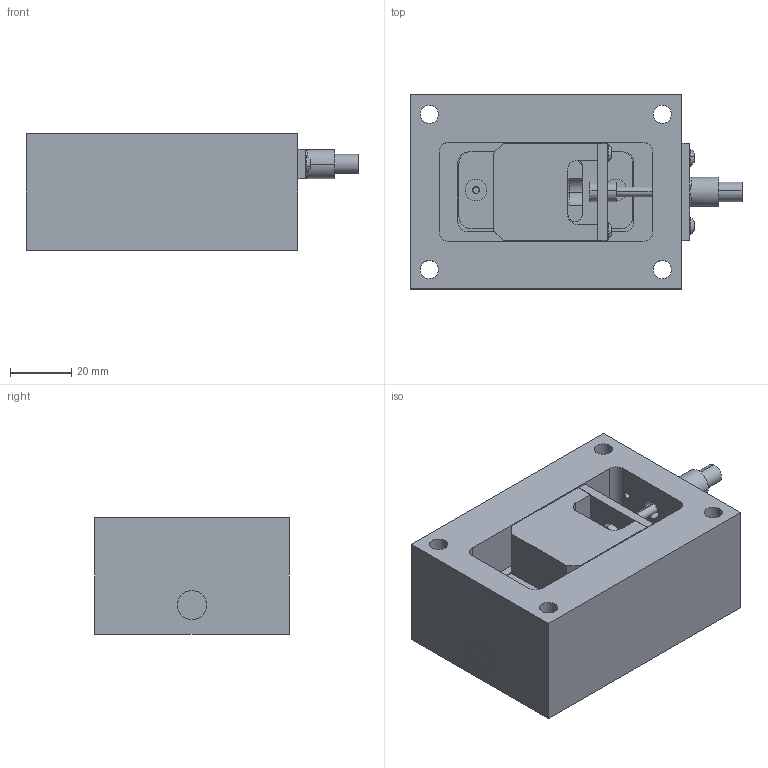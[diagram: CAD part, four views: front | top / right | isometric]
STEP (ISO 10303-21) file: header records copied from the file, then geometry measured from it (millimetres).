
FILE_DESCRIPTION((''),'2;1');
FILE_NAME('VALVE_AND_BODY_ASM_2_SLDAS___ASM','2016-12-07T',('cxl300'),(''),'PRO/ENGINEER BY PARAMETRIC TECHNOLOGY CORPORATION, 2013230','PRO/ENGINEER BY PARAMETRIC TECHNOLOGY CORPORATION, 2013230','');
FILE_SCHEMA(('CONFIG_CONTROL_DESIGN','GEOMETRIC_VALIDATION_PROPERTIES_MIM'));
Length unit declared in the file: millimetre
Products named in the file (11): BODY__VALVE_2_ASSY_SLDPRT__; PLATE_VALVE_PORT_2_ASS_Y_SLDP__; 91253A160_SLDPRT__; PLUG_VALVE_BODY_2_ASSY_SLDPRT__; VALVE_2_ASSY_SLDPRT__; CLIP__VALVE_2_ASS_Y_SLDPRT__; HCSC_UNC_313_063_SAE08_ZCR_CR1; VALVE_SLIDER_ASM_2_SLDASM____ASM; VALVE_ROD_2_ASSY_SLDPRT__; ROD_VALVE_GUIDE_2_ASSY_SLDPRT__; VALVE_AND_BODY_ASM_2_SLDAS___ASM
Assembly tree (15 placements, depth 3):
  VALVE_AND_BODY_ASM_2_SLDAS___ASM
    BODY__VALVE_2_ASSY_SLDPRT__
    PLATE_VALVE_PORT_2_ASS_Y_SLDP__
    91253A160_SLDPRT__  x2
    PLUG_VALVE_BODY_2_ASSY_SLDPRT__  x2
    VALVE_SLIDER_ASM_2_SLDASM____ASM
      VALVE_2_ASSY_SLDPRT__
      CLIP__VALVE_2_ASS_Y_SLDPRT__
      HCSC_UNC_313_063_SAE08_ZCR_CR1  x2
    VALVE_ROD_2_ASSY_SLDPRT__
    ROD_VALVE_GUIDE_2_ASSY_SLDPRT__
    HCSC_UNC_313_063_SAE08_ZCR_CR1  x2
Bounding box: 108.6 x 63.5 x 38.1 mm (x, y, z)
Volume: 178746.6 mm3; surface area: 46528.1 mm2
Topology: 14 solids, 14 shells, 522 faces, 1338 edges, 846 vertices
Faces by surface type: cylinder 228, plane 170, cone 94, bspline 20, sphere 8, torus 2
Entity records: 19110 total; most frequent: CARTESIAN_POINT 10848, ORIENTED_EDGE 1594, DIRECTION 1592, EDGE_CURVE 797, AXIS2_PLACEMENT_3D 605, VERTEX_POINT 517, VECTOR 382, LINE 382
